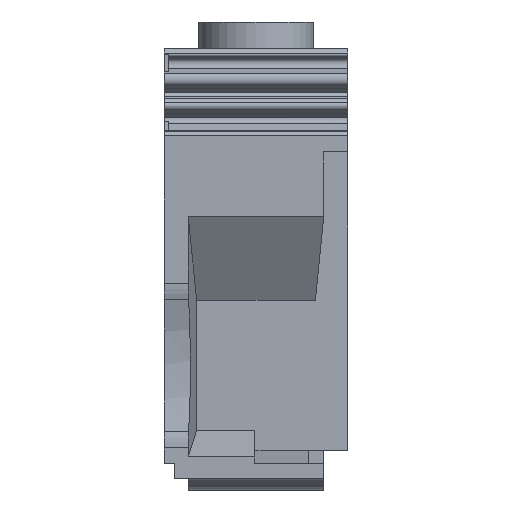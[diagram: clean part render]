
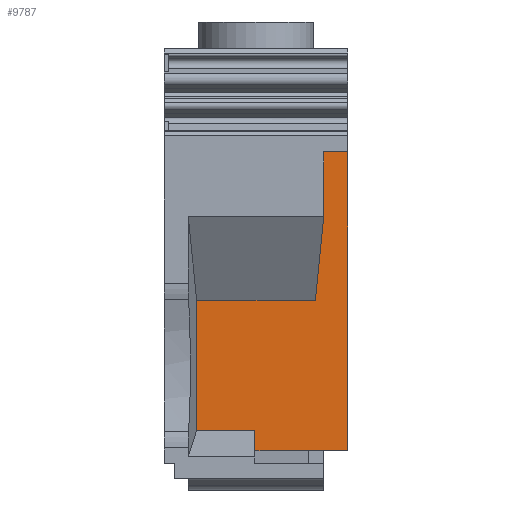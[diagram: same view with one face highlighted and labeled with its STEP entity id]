
A CAD part, left-side view. The second image highlights one B-rep face of the part: STEP entity #9787.
In plain terms, the highlighted planar face has unit normal (-1, 0, 0).
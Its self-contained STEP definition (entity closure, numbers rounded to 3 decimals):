
#485=ORIENTED_EDGE('',*,*,#3421,.T.);
#486=ORIENTED_EDGE('',*,*,#3422,.F.);
#487=ORIENTED_EDGE('',*,*,#3423,.F.);
#488=ORIENTED_EDGE('',*,*,#3424,.T.);
#489=ORIENTED_EDGE('',*,*,#3425,.T.);
#490=ORIENTED_EDGE('',*,*,#3426,.T.);
#491=ORIENTED_EDGE('',*,*,#3427,.T.);
#492=ORIENTED_EDGE('',*,*,#3428,.T.);
#493=ORIENTED_EDGE('',*,*,#3429,.T.);
#3421=EDGE_CURVE('',#4889,#4890,#5868,.T.);
#3422=EDGE_CURVE('',#4891,#4890,#5869,.T.);
#3423=EDGE_CURVE('',#4892,#4891,#5870,.T.);
#3424=EDGE_CURVE('',#4892,#4893,#5871,.T.);
#3425=EDGE_CURVE('',#4893,#4894,#5872,.T.);
#3426=EDGE_CURVE('',#4894,#4895,#5873,.T.);
#3427=EDGE_CURVE('',#4895,#4896,#5874,.T.);
#3428=EDGE_CURVE('',#4896,#4897,#5875,.T.);
#3429=EDGE_CURVE('',#4897,#4889,#5876,.T.);
#4889=VERTEX_POINT('',#14097);
#4890=VERTEX_POINT('',#14098);
#4891=VERTEX_POINT('',#14100);
#4892=VERTEX_POINT('',#14102);
#4893=VERTEX_POINT('',#14104);
#4894=VERTEX_POINT('',#14106);
#4895=VERTEX_POINT('',#14108);
#4896=VERTEX_POINT('',#14110);
#4897=VERTEX_POINT('',#14112);
#5868=LINE('',#14096,#7033);
#5869=LINE('',#14099,#7034);
#5870=LINE('',#14101,#7035);
#5871=LINE('',#14103,#7036);
#5872=LINE('',#14105,#7037);
#5873=LINE('',#14107,#7038);
#5874=LINE('',#14109,#7039);
#5875=LINE('',#14111,#7040);
#5876=LINE('',#14113,#7041);
#7033=VECTOR('',#11222,1000.);
#7034=VECTOR('',#11223,1000.);
#7035=VECTOR('',#11224,1000.);
#7036=VECTOR('',#11225,1000.);
#7037=VECTOR('',#11226,1000.);
#7038=VECTOR('',#11227,1000.);
#7039=VECTOR('',#11228,1000.);
#7040=VECTOR('',#11229,1000.);
#7041=VECTOR('',#11230,1000.);
#8195=EDGE_LOOP('',(#485,#486,#487,#488,#489,#490,#491,#492,#493));
#8790=FACE_BOUND('',#8195,.T.);
#9385=PLANE('',#10360);
#9787=ADVANCED_FACE('',(#8790),#9385,.F.);
#10360=AXIS2_PLACEMENT_3D('',#14095,#11220,#11221);
#11220=DIRECTION('',(1.,0.,0.));
#11221=DIRECTION('',(0.,0.,-1.));
#11222=DIRECTION('',(0.,-1.,0.));
#11223=DIRECTION('',(0.,0.,1.));
#11224=DIRECTION('',(0.,1.,0.));
#11225=DIRECTION('',(0.,0.,1.));
#11226=DIRECTION('',(0.,1.,0.));
#11227=DIRECTION('',(0.,0.,-1.));
#11228=DIRECTION('',(0.,0.1,-0.995));
#11229=DIRECTION('',(0.,1.,0.));
#11230=DIRECTION('',(0.,0.,-1.));
#14095=CARTESIAN_POINT('',(-38.286,7.1,-17.8));
#14096=CARTESIAN_POINT('',(-38.286,5.65,-15.9));
#14097=CARTESIAN_POINT('',(-38.286,5.65,-15.9));
#14098=CARTESIAN_POINT('',(-38.286,0.1,-15.9));
#14099=CARTESIAN_POINT('',(-38.286,0.1,-17.8));
#14100=CARTESIAN_POINT('',(-38.286,0.1,-17.8));
#14101=CARTESIAN_POINT('',(-38.286,-8.75,-17.8));
#14102=CARTESIAN_POINT('',(-38.286,-8.75,-17.8));
#14103=CARTESIAN_POINT('',(-38.286,-8.75,-17.8));
#14104=CARTESIAN_POINT('',(-38.286,-8.75,13.222));
#14105=CARTESIAN_POINT('',(-38.286,-8.75,13.222));
#14106=CARTESIAN_POINT('',(-38.286,-6.45,13.222));
#14107=CARTESIAN_POINT('',(-38.286,-6.45,-17.8));
#14108=CARTESIAN_POINT('',(-38.286,-6.45,4.484));
#14109=CARTESIAN_POINT('',(-38.286,-6.45,4.484));
#14110=CARTESIAN_POINT('',(-38.286,-5.65,-3.5));
#14111=CARTESIAN_POINT('',(-38.286,5.65,-3.5));
#14112=CARTESIAN_POINT('',(-38.286,5.65,-3.5));
#14113=CARTESIAN_POINT('',(-38.286,5.65,-15.9));
